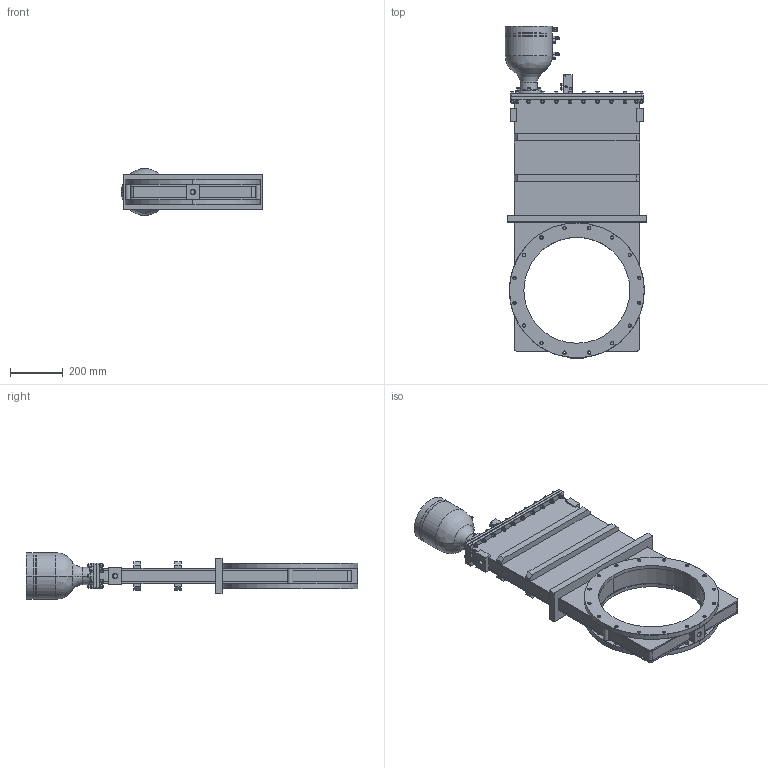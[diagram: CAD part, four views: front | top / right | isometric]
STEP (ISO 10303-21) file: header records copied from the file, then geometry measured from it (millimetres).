
FILE_DESCRIPTION((''),'2;1');
FILE_NAME('11212-1603R','2011-03-11T',('jd'),(''),'PRO/ENGINEER BY PARAMETRIC TECHNOLOGY CORPORATION, 2010280','PRO/ENGINEER BY PARAMETRIC TECHNOLOGY CORPORATION, 2010280','');
FILE_SCHEMA(('CONFIG_CONTROL_DESIGN'));
Length unit declared in the file: inch
Products named in the file (1): 11212-1603R
Bounding box: 533.55 x 1253.79 x 176.53 mm (x, y, z)
Volume: 29504121.6 mm3; surface area: 1569113.9 mm2
Topology: 1 solids, 38 shells, 1777 faces, 4066 edges, 2480 vertices
Faces by surface type: plane 812, cone 562, cylinder 393, torus 8, bspline 2
Entity records: 51016 total; most frequent: CARTESIAN_POINT 11370, DIRECTION 8320, ORIENTED_EDGE 7996, EDGE_CURVE 4066, AXIS2_PLACEMENT_3D 3224, VERTEX_POINT 2480, EDGE_LOOP 1990, VECTOR 1872
